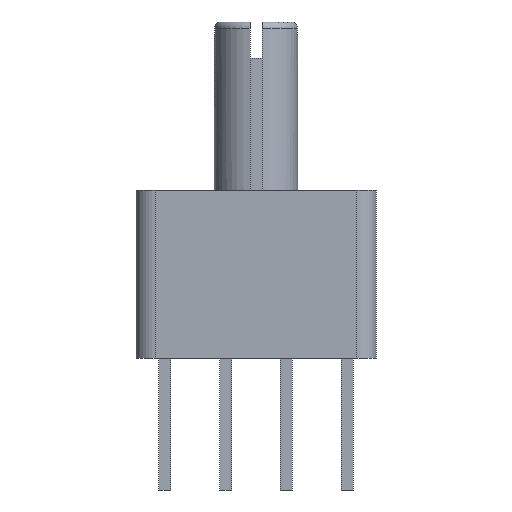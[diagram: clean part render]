
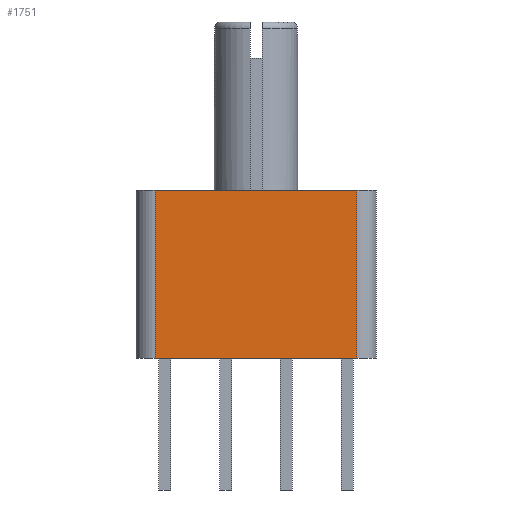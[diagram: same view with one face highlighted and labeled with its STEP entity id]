
A CAD part, front view. The second image highlights one B-rep face of the part: STEP entity #1751.
In plain terms, the highlighted planar face has unit normal (0, -1, 0).
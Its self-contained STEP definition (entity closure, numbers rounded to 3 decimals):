
#257=LINE('',#2761,#449);
#275=LINE('',#2810,#467);
#276=LINE('',#2813,#468);
#277=LINE('',#2814,#469);
#449=VECTOR('',#2219,10.);
#467=VECTOR('',#2259,10.);
#468=VECTOR('',#2262,10.);
#469=VECTOR('',#2263,10.);
#554=PLANE('',#1878);
#637=FACE_OUTER_BOUND('',#731,.T.);
#731=EDGE_LOOP('',(#1514,#1515,#1516,#1517));
#938=VERTEX_POINT('',#2758);
#939=VERTEX_POINT('',#2760);
#959=VERTEX_POINT('',#2808);
#960=VERTEX_POINT('',#2812);
#1142=EDGE_CURVE('',#938,#939,#257,.T.);
#1170=EDGE_CURVE('',#959,#938,#275,.T.);
#1171=EDGE_CURVE('',#959,#960,#276,.T.);
#1172=EDGE_CURVE('',#939,#960,#277,.T.);
#1514=ORIENTED_EDGE('',*,*,#1170,.F.);
#1515=ORIENTED_EDGE('',*,*,#1171,.T.);
#1516=ORIENTED_EDGE('',*,*,#1172,.F.);
#1517=ORIENTED_EDGE('',*,*,#1142,.F.);
#1751=ADVANCED_FACE('',(#637),#554,.T.);
#1878=AXIS2_PLACEMENT_3D('',#2811,#2260,#2261);
#2219=DIRECTION('',(1.,0.,0.));
#2259=DIRECTION('',(0.,0.,1.));
#2260=DIRECTION('center_axis',(0.,-1.,0.));
#2261=DIRECTION('ref_axis',(1.,0.,0.));
#2262=DIRECTION('',(1.,0.,0.));
#2263=DIRECTION('',(0.,0.,-1.));
#2758=CARTESIAN_POINT('',(-9.18,-5.8,8.5));
#2760=CARTESIAN_POINT('',(-0.78,-5.8,8.5));
#2761=CARTESIAN_POINT('',(-9.98,-5.8,8.5));
#2808=CARTESIAN_POINT('',(-9.18,-5.8,1.5));
#2810=CARTESIAN_POINT('',(-9.18,-5.8,1.5));
#2811=CARTESIAN_POINT('Origin',(-9.98,-5.8,1.5));
#2812=CARTESIAN_POINT('',(-0.78,-5.8,1.5));
#2813=CARTESIAN_POINT('',(-9.98,-5.8,1.5));
#2814=CARTESIAN_POINT('',(-0.78,-5.8,1.5));
